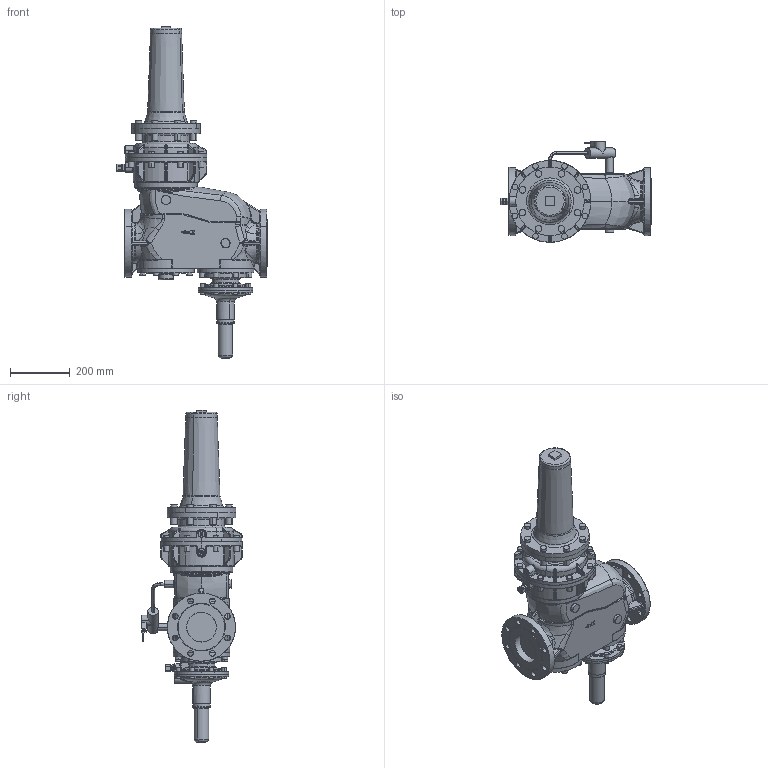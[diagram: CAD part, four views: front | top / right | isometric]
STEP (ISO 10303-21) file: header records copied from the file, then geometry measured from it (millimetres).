
FILE_DESCRIPTION(('CATIA V5 STEP Exchange'),'2;1');
FILE_NAME('RS251 DN100 275 ANSI.stp','2023-04-27T06:21:04+00:00',('none'),('none'),'CATIA Version 5-6 Release 2018 SP2','CATIA V5 STEP AP203','none');
FILE_SCHEMA(('CONFIG_CONTROL_DESIGN'));
Length unit declared in the file: millimetre
Products named in the file (1): Product1
Assembly tree (2 placements, depth 2):
  Product1
    #57
    #113120
Bounding box: 505.3 x 338.5 x 1116 mm (x, y, z)
Volume: 33920541.4 mm3; surface area: 1302439.4 mm2
Topology: 3 solids, 28 shells, 2356 faces, 5736 edges, 3393 vertices
Faces by surface type: cylinder 729, bspline 591, torus 433, plane 371, cone 130, sphere 100, revolution 2
Entity records: 115380 total; most frequent: CARTESIAN_POINT 70924, ORIENTED_EDGE 11186, EDGE_CURVE 5593, DIRECTION 5306, VERTEX_POINT 3391, AXIS2_PLACEMENT_3D 3083, EDGE_LOOP 2502, B_SPLINE_CURVE_WITH_KNOTS 2357
